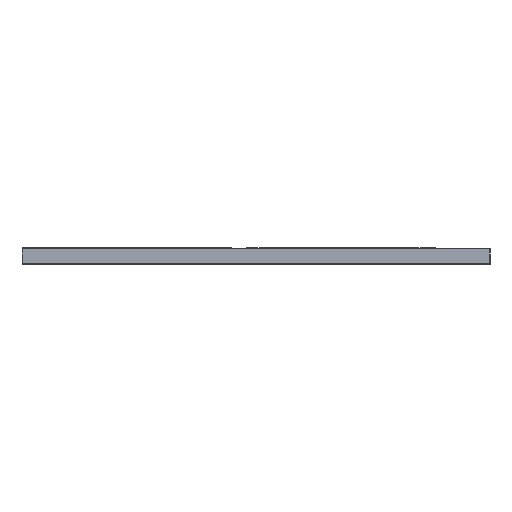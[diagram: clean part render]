
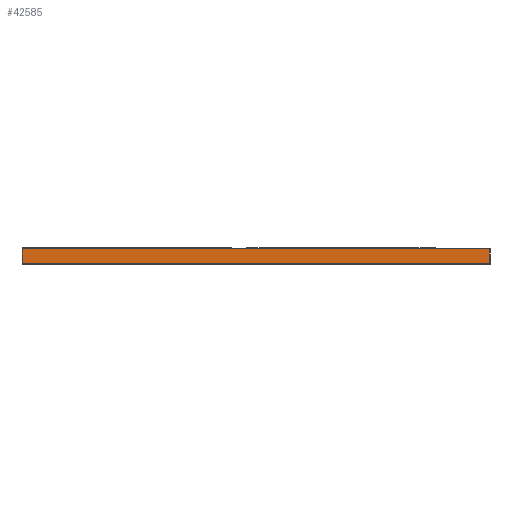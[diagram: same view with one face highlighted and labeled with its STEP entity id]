
A CAD part, left-side view. The second image highlights one B-rep face of the part: STEP entity #42585.
In plain terms, the highlighted planar face has unit normal (-1, 0, 0).
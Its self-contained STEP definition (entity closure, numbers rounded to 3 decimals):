
#42529 = VERTEX_POINT('',#42530);
#42530 = CARTESIAN_POINT('',(88.106,-85.725,1.51));
#42536 = EDGE_CURVE('',#42537,#42529,#42539,.T.);
#42537 = VERTEX_POINT('',#42538);
#42538 = CARTESIAN_POINT('',(88.106,-85.725,0.));
#42539 = LINE('',#42540,#42541);
#42540 = CARTESIAN_POINT('',(88.106,-85.725,0.));
#42541 = VECTOR('',#42542,1.);
#42542 = DIRECTION('',(0.,0.,1.));
#42585 = ADVANCED_FACE('',(#42586),#42611,.T.);
#42586 = FACE_BOUND('',#42587,.T.);
#42587 = EDGE_LOOP('',(#42588,#42589,#42597,#42605));
#42588 = ORIENTED_EDGE('',*,*,#42536,.T.);
#42589 = ORIENTED_EDGE('',*,*,#42590,.T.);
#42590 = EDGE_CURVE('',#42529,#42591,#42593,.T.);
#42591 = VERTEX_POINT('',#42592);
#42592 = CARTESIAN_POINT('',(88.106,-38.1,1.51));
#42593 = LINE('',#42594,#42595);
#42594 = CARTESIAN_POINT('',(88.106,-85.725,1.51));
#42595 = VECTOR('',#42596,1.);
#42596 = DIRECTION('',(0.,1.,0.));
#42597 = ORIENTED_EDGE('',*,*,#42598,.F.);
#42598 = EDGE_CURVE('',#42599,#42591,#42601,.T.);
#42599 = VERTEX_POINT('',#42600);
#42600 = CARTESIAN_POINT('',(88.106,-38.1,0.));
#42601 = LINE('',#42602,#42603);
#42602 = CARTESIAN_POINT('',(88.106,-38.1,0.));
#42603 = VECTOR('',#42604,1.);
#42604 = DIRECTION('',(0.,0.,1.));
#42605 = ORIENTED_EDGE('',*,*,#42606,.F.);
#42606 = EDGE_CURVE('',#42537,#42599,#42607,.T.);
#42607 = LINE('',#42608,#42609);
#42608 = CARTESIAN_POINT('',(88.106,-85.725,0.));
#42609 = VECTOR('',#42610,1.);
#42610 = DIRECTION('',(0.,1.,0.));
#42611 = PLANE('',#42612);
#42612 = AXIS2_PLACEMENT_3D('',#42613,#42614,#42615);
#42613 = CARTESIAN_POINT('',(88.106,-85.725,0.));
#42614 = DIRECTION('',(-1.,0.,0.));
#42615 = DIRECTION('',(0.,1.,0.));
